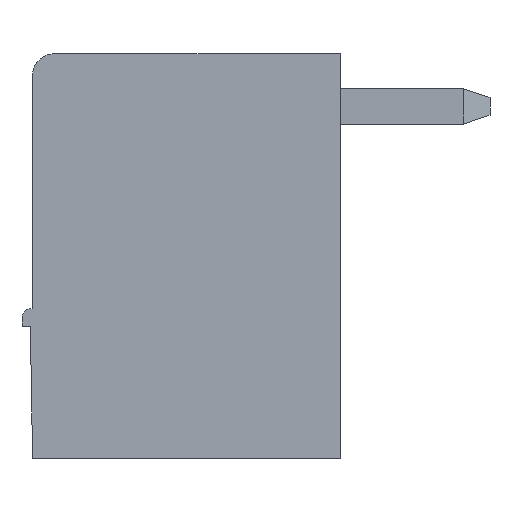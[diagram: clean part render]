
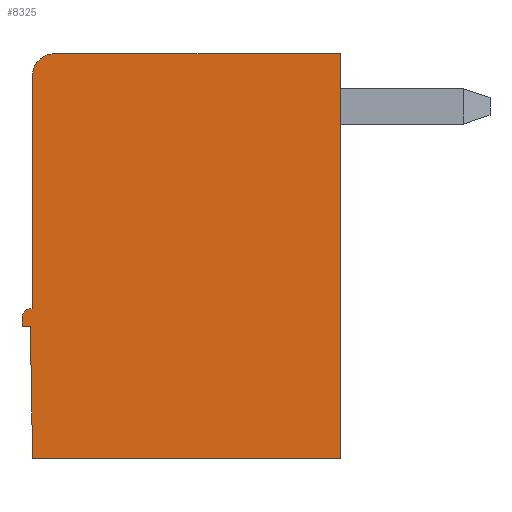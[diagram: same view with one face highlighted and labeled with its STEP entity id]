
A CAD part, left-side view. The second image highlights one B-rep face of the part: STEP entity #8325.
In plain terms, the highlighted planar face has unit normal (-1, 0, 0).
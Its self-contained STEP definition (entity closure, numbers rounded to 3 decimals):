
#297=DIRECTION('',(0.,-1.,0.));
#298=VECTOR('',#297,7.);
#299=CARTESIAN_POINT('',(1.51,7.05,-9.2));
#300=LINE('',#299,#298);
#479=DIRECTION('',(0.,0.,-1.));
#480=VECTOR('',#479,5.3);
#481=CARTESIAN_POINT('',(1.51,7.05,-0.5));
#482=LINE('',#481,#480);
#495=DIRECTION('',(0.,1.,0.));
#496=VECTOR('',#495,6.5);
#497=CARTESIAN_POINT('',(1.51,0.05,
0.));
#498=LINE('',#497,#496);
#499=DIRECTION('',(0.,0.,1.));
#500=VECTOR('',#499,9.2);
#501=CARTESIAN_POINT('',(1.51,0.05,-9.2));
#502=LINE('',#501,#500);
#1498=DIRECTION('',(0.,0.017,1.));
#1499=VECTOR('',#1498,3.);
#1500=CARTESIAN_POINT('',(1.51,7.05,-9.2));
#1501=LINE('',#1500,#1499);
#1502=DIRECTION('',(0.,1.,0.));
#1503=VECTOR('',#1502,0.19);
#1504=CARTESIAN_POINT('',(1.51,7.1,-6.2));
#1505=LINE('',#1504,#1503);
#1506=DIRECTION('',(0.,0.,1.));
#1507=VECTOR('',#1506,0.2);
#1508=CARTESIAN_POINT('',(1.51,7.29,-6.2));
#1509=LINE('',#1508,#1507);
#1510=CARTESIAN_POINT('',(1.51,7.09,-6.));
#1511=DIRECTION('',(1.,0.,0.));
#1512=DIRECTION('',(0.,1.,0.));
#1513=AXIS2_PLACEMENT_3D('',#1510,#1511,#1512);
#1515=DIRECTION('',(0.,-1.,0.));
#1516=VECTOR('',#1515,0.04);
#1517=CARTESIAN_POINT('',(1.51,7.09,-5.8));
#1518=LINE('',#1517,#1516);
#1519=CARTESIAN_POINT('',(1.51,6.55,
-0.5));
#1520=DIRECTION('',(1.,0.,0.));
#1521=DIRECTION('',(0.,1.,0.));
#1522=AXIS2_PLACEMENT_3D('',#1519,#1520,#1521);
#5227=CARTESIAN_POINT('',(1.51,7.05,-9.2));
#5229=VERTEX_POINT('',#5227);
#5231=CARTESIAN_POINT('',(1.51,0.05,
-9.2));
#5232=VERTEX_POINT('',#5231);
#5419=CARTESIAN_POINT('',(1.51,7.1,-6.2));
#5421=VERTEX_POINT('',#5419);
#5423=CARTESIAN_POINT('',(1.51,7.29,-6.2));
#5425=VERTEX_POINT('',#5423);
#5427=CARTESIAN_POINT('',(1.51,7.29,-6.));
#5429=VERTEX_POINT('',#5427);
#5432=CARTESIAN_POINT('',(1.51,7.09,-5.8));
#5434=VERTEX_POINT('',#5432);
#5435=CARTESIAN_POINT('',(1.51,7.05,-5.8));
#5437=VERTEX_POINT('',#5435);
#5439=CARTESIAN_POINT('',(1.51,7.05,
-0.5));
#5441=VERTEX_POINT('',#5439);
#5444=CARTESIAN_POINT('',(1.51,6.55,
0.));
#5446=VERTEX_POINT('',#5444);
#5447=CARTESIAN_POINT('',(1.51,0.05,
0.));
#5449=VERTEX_POINT('',#5447);
#8308=CARTESIAN_POINT('',(1.51,0.,0.));
#8309=DIRECTION('',(1.,0.,0.));
#8310=DIRECTION('',(0.,0.,-1.));
#8311=AXIS2_PLACEMENT_3D('',#8308,#8309,#8310);
#8312=PLANE('',#8311);
#8313=ORIENTED_EDGE('',*,*,#7182,.F.);
#8314=ORIENTED_EDGE('',*,*,#7297,.T.);
#8315=ORIENTED_EDGE('',*,*,#7312,.T.);
#8316=ORIENTED_EDGE('',*,*,#7327,.T.);
#8317=ORIENTED_EDGE('',*,*,#7342,.T.);
#8318=ORIENTED_EDGE('',*,*,#7357,.T.);
#8319=ORIENTED_EDGE('',*,*,#7372,.F.);
#8320=ORIENTED_EDGE('',*,*,#7387,.T.);
#8321=ORIENTED_EDGE('',*,*,#7402,.F.);
#8322=ORIENTED_EDGE('',*,*,#7416,.F.);
#8323=EDGE_LOOP('',(#8313,#8314,#8315,#8316,#8317,#8318,#8319,#8320,#8321,
#8322));
#8324=FACE_OUTER_BOUND('',#8323,.F.);
#1514=CIRCLE('',#1513,0.2);
#1523=CIRCLE('',#1522,0.5);
#7182=EDGE_CURVE('',#5229,#5232,#300,.T.);
#7297=EDGE_CURVE('',#5229,#5421,#1501,.T.);
#7312=EDGE_CURVE('',#5421,#5425,#1505,.T.);
#7327=EDGE_CURVE('',#5425,#5429,#1509,.T.);
#7342=EDGE_CURVE('',#5429,#5434,#1514,.T.);
#7357=EDGE_CURVE('',#5434,#5437,#1518,.T.);
#7372=EDGE_CURVE('',#5441,#5437,#482,.T.);
#7387=EDGE_CURVE('',#5441,#5446,#1523,.T.);
#7402=EDGE_CURVE('',#5449,#5446,#498,.T.);
#7416=EDGE_CURVE('',#5232,#5449,#502,.T.);
#8325=ADVANCED_FACE('',(#8324),#8312,.F.);
